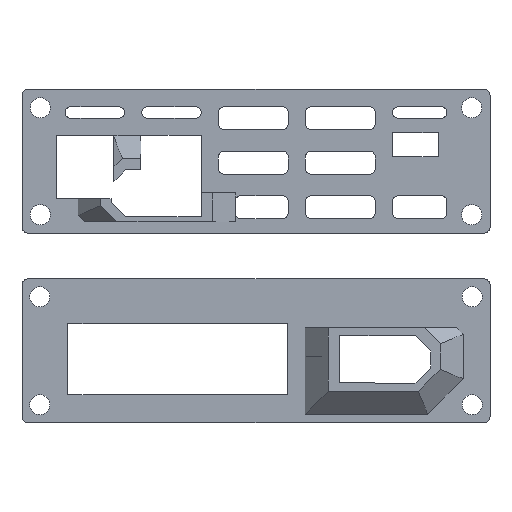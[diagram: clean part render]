
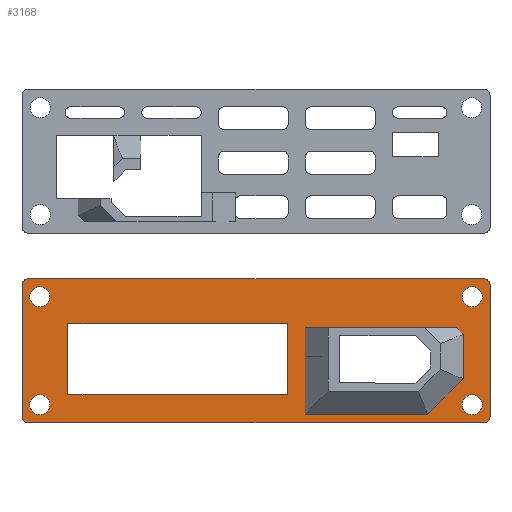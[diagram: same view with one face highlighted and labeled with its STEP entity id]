
A CAD part, front view. The second image highlights one B-rep face of the part: STEP entity #3168.
In plain terms, the highlighted planar face has unit normal (0, -1, 0).
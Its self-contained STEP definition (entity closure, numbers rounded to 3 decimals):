
#82=FACE_BOUND('',#418,.T.);
#83=FACE_BOUND('',#419,.T.);
#84=FACE_BOUND('',#420,.T.);
#85=FACE_BOUND('',#421,.T.);
#86=FACE_BOUND('',#422,.T.);
#87=FACE_BOUND('',#423,.T.);
#134=PLANE('',#3365);
#244=FACE_OUTER_BOUND('',#417,.T.);
#417=EDGE_LOOP('',(#2318,#2319,#2320,#2321,#2322,#2323,#2324,#2325));
#418=EDGE_LOOP('',(#2326));
#419=EDGE_LOOP('',(#2327,#2328,#2329,#2330));
#420=EDGE_LOOP('',(#2331));
#421=EDGE_LOOP('',(#2332));
#422=EDGE_LOOP('',(#2333));
#423=EDGE_LOOP('',(#2334,#2335,#2336,#2337,#2338,#2339,#2340,#2341));
#647=LINE('',#4677,#996);
#649=LINE('',#4682,#998);
#655=LINE('',#4693,#1004);
#658=LINE('',#4698,#1007);
#660=LINE('',#4702,#1009);
#662=LINE('',#4706,#1011);
#663=LINE('',#4708,#1012);
#664=LINE('',#4714,#1013);
#665=LINE('',#4718,#1014);
#666=LINE('',#4722,#1015);
#667=LINE('',#4725,#1016);
#668=LINE('',#4728,#1017);
#669=LINE('',#4730,#1018);
#670=LINE('',#4732,#1019);
#671=LINE('',#4733,#1020);
#672=LINE('',#4734,#1021);
#996=VECTOR('',#3732,10.);
#998=VECTOR('',#3736,10.);
#1004=VECTOR('',#3744,10.);
#1007=VECTOR('',#3749,10.);
#1009=VECTOR('',#3753,10.);
#1011=VECTOR('',#3757,10.);
#1012=VECTOR('',#3760,10.);
#1013=VECTOR('',#3765,10.);
#1014=VECTOR('',#3768,10.);
#1015=VECTOR('',#3771,10.);
#1016=VECTOR('',#3774,10.);
#1017=VECTOR('',#3775,10.);
#1018=VECTOR('',#3776,10.);
#1019=VECTOR('',#3777,10.);
#1020=VECTOR('',#3778,10.);
#1021=VECTOR('',#3779,10.);
#1304=CIRCLE('',#3338,1.75);
#1306=CIRCLE('',#3342,1.75);
#1308=CIRCLE('',#3346,1.75);
#1310=CIRCLE('',#3350,1.75);
#1311=CIRCLE('',#3366,1.);
#1312=CIRCLE('',#3367,1.);
#1313=CIRCLE('',#3368,1.);
#1314=CIRCLE('',#3369,1.);
#1439=VERTEX_POINT('',#4594);
#1441=VERTEX_POINT('',#4602);
#1443=VERTEX_POINT('',#4610);
#1445=VERTEX_POINT('',#4618);
#1465=VERTEX_POINT('',#4674);
#1466=VERTEX_POINT('',#4676);
#1467=VERTEX_POINT('',#4680);
#1468=VERTEX_POINT('',#4681);
#1472=VERTEX_POINT('',#4691);
#1473=VERTEX_POINT('',#4696);
#1474=VERTEX_POINT('',#4700);
#1475=VERTEX_POINT('',#4704);
#1476=VERTEX_POINT('',#4710);
#1477=VERTEX_POINT('',#4711);
#1478=VERTEX_POINT('',#4713);
#1479=VERTEX_POINT('',#4715);
#1480=VERTEX_POINT('',#4717);
#1481=VERTEX_POINT('',#4719);
#1482=VERTEX_POINT('',#4721);
#1483=VERTEX_POINT('',#4723);
#1484=VERTEX_POINT('',#4726);
#1485=VERTEX_POINT('',#4727);
#1486=VERTEX_POINT('',#4729);
#1487=VERTEX_POINT('',#4731);
#1750=EDGE_CURVE('',#1439,#1439,#1304,.T.);
#1754=EDGE_CURVE('',#1441,#1441,#1306,.T.);
#1758=EDGE_CURVE('',#1443,#1443,#1308,.T.);
#1762=EDGE_CURVE('',#1445,#1445,#1310,.T.);
#1790=EDGE_CURVE('',#1466,#1465,#647,.T.);
#1792=EDGE_CURVE('',#1467,#1468,#649,.T.);
#1798=EDGE_CURVE('',#1472,#1467,#655,.T.);
#1801=EDGE_CURVE('',#1473,#1472,#658,.T.);
#1803=EDGE_CURVE('',#1474,#1473,#660,.T.);
#1805=EDGE_CURVE('',#1466,#1475,#662,.T.);
#1806=EDGE_CURVE('',#1475,#1474,#663,.T.);
#1807=EDGE_CURVE('',#1476,#1477,#1311,.T.);
#1808=EDGE_CURVE('',#1476,#1478,#664,.T.);
#1809=EDGE_CURVE('',#1479,#1478,#1312,.T.);
#1810=EDGE_CURVE('',#1480,#1479,#665,.T.);
#1811=EDGE_CURVE('',#1481,#1480,#1313,.T.);
#1812=EDGE_CURVE('',#1481,#1482,#666,.T.);
#1813=EDGE_CURVE('',#1483,#1482,#1314,.T.);
#1814=EDGE_CURVE('',#1477,#1483,#667,.T.);
#1815=EDGE_CURVE('',#1484,#1485,#668,.T.);
#1816=EDGE_CURVE('',#1486,#1484,#669,.T.);
#1817=EDGE_CURVE('',#1487,#1486,#670,.T.);
#1818=EDGE_CURVE('',#1485,#1487,#671,.T.);
#1819=EDGE_CURVE('',#1465,#1468,#672,.T.);
#2318=ORIENTED_EDGE('',*,*,#1807,.F.);
#2319=ORIENTED_EDGE('',*,*,#1808,.T.);
#2320=ORIENTED_EDGE('',*,*,#1809,.F.);
#2321=ORIENTED_EDGE('',*,*,#1810,.F.);
#2322=ORIENTED_EDGE('',*,*,#1811,.F.);
#2323=ORIENTED_EDGE('',*,*,#1812,.T.);
#2324=ORIENTED_EDGE('',*,*,#1813,.F.);
#2325=ORIENTED_EDGE('',*,*,#1814,.F.);
#2326=ORIENTED_EDGE('',*,*,#1750,.F.);
#2327=ORIENTED_EDGE('',*,*,#1815,.F.);
#2328=ORIENTED_EDGE('',*,*,#1816,.F.);
#2329=ORIENTED_EDGE('',*,*,#1817,.F.);
#2330=ORIENTED_EDGE('',*,*,#1818,.F.);
#2331=ORIENTED_EDGE('',*,*,#1754,.F.);
#2332=ORIENTED_EDGE('',*,*,#1762,.F.);
#2333=ORIENTED_EDGE('',*,*,#1758,.F.);
#2334=ORIENTED_EDGE('',*,*,#1819,.T.);
#2335=ORIENTED_EDGE('',*,*,#1792,.F.);
#2336=ORIENTED_EDGE('',*,*,#1798,.F.);
#2337=ORIENTED_EDGE('',*,*,#1801,.F.);
#2338=ORIENTED_EDGE('',*,*,#1803,.F.);
#2339=ORIENTED_EDGE('',*,*,#1806,.F.);
#2340=ORIENTED_EDGE('',*,*,#1805,.F.);
#2341=ORIENTED_EDGE('',*,*,#1790,.T.);
#3168=ADVANCED_FACE('',(#244,#82,#83,#84,#85,#86,#87),#134,.F.);
#3338=AXIS2_PLACEMENT_3D('',#4596,#3657,#3658);
#3342=AXIS2_PLACEMENT_3D('',#4604,#3667,#3668);
#3346=AXIS2_PLACEMENT_3D('',#4612,#3677,#3678);
#3350=AXIS2_PLACEMENT_3D('',#4620,#3687,#3688);
#3365=AXIS2_PLACEMENT_3D('',#4709,#3761,#3762);
#3366=AXIS2_PLACEMENT_3D('',#4712,#3763,#3764);
#3367=AXIS2_PLACEMENT_3D('',#4716,#3766,#3767);
#3368=AXIS2_PLACEMENT_3D('',#4720,#3769,#3770);
#3369=AXIS2_PLACEMENT_3D('',#4724,#3772,#3773);
#3657=DIRECTION('center_axis',(0.,-1.,0.));
#3658=DIRECTION('ref_axis',(1.,0.,0.));
#3667=DIRECTION('center_axis',(0.,-1.,0.));
#3668=DIRECTION('ref_axis',(1.,0.,0.));
#3677=DIRECTION('center_axis',(0.,-1.,0.));
#3678=DIRECTION('ref_axis',(1.,0.,0.));
#3687=DIRECTION('center_axis',(0.,-1.,0.));
#3688=DIRECTION('ref_axis',(1.,0.,0.));
#3732=DIRECTION('',(1.,0.,0.));
#3736=DIRECTION('',(-0.707,0.,0.707));
#3744=DIRECTION('',(0.,0.,1.));
#3749=DIRECTION('',(0.707,0.,0.707));
#3753=DIRECTION('',(1.,0.,0.));
#3757=DIRECTION('',(0.,0.,-1.));
#3760=DIRECTION('',(0.,0.,-1.));
#3761=DIRECTION('center_axis',(0.,1.,0.));
#3762=DIRECTION('ref_axis',(1.,0.,0.));
#3763=DIRECTION('center_axis',(0.,1.,0.));
#3764=DIRECTION('ref_axis',(0.707,0.,-0.707));
#3765=DIRECTION('',(0.,0.,1.));
#3766=DIRECTION('center_axis',(0.,1.,0.));
#3767=DIRECTION('ref_axis',(0.707,0.,0.707));
#3768=DIRECTION('',(1.,0.,0.));
#3769=DIRECTION('center_axis',(0.,1.,0.));
#3770=DIRECTION('ref_axis',(-0.707,0.,0.707));
#3771=DIRECTION('',(0.,0.,-1.));
#3772=DIRECTION('center_axis',(0.,1.,0.));
#3773=DIRECTION('ref_axis',(-0.707,0.,-0.707));
#3774=DIRECTION('',(-1.,0.,0.));
#3775=DIRECTION('',(-1.,0.,0.));
#3776=DIRECTION('',(0.,0.,1.));
#3777=DIRECTION('',(1.,0.,0.));
#3778=DIRECTION('',(0.,0.,-1.));
#3779=DIRECTION('',(1.,0.,0.));
#4594=CARTESIAN_POINT('',(1.35,0.,3.1));
#4596=CARTESIAN_POINT('Origin',(3.1,0.,3.1));
#4602=CARTESIAN_POINT('',(76.65,0.,3.1));
#4604=CARTESIAN_POINT('Origin',(78.4,0.,3.1));
#4610=CARTESIAN_POINT('',(76.65,0.,21.9));
#4612=CARTESIAN_POINT('Origin',(78.4,0.,21.9));
#4618=CARTESIAN_POINT('',(1.35,0.,21.9));
#4620=CARTESIAN_POINT('Origin',(3.1,0.,21.9));
#4674=CARTESIAN_POINT('',(62.134,0.,16.5));
#4676=CARTESIAN_POINT('',(49.328,0.,16.5));
#4677=CARTESIAN_POINT('',(51.442,0.,16.5));
#4680=CARTESIAN_POINT('',(76.828,0.,15.357));
#4681=CARTESIAN_POINT('',(75.686,0.,16.499));
#4682=CARTESIAN_POINT('',(67.937,0.,24.248));
#4691=CARTESIAN_POINT('',(76.828,0.,7.615));
#4693=CARTESIAN_POINT('',(76.828,0.,10.886));
#4696=CARTESIAN_POINT('',(70.664,0.,1.45));
#4698=CARTESIAN_POINT('',(66.534,0.,-2.68));
#4700=CARTESIAN_POINT('',(49.328,0.,1.45));
#4702=CARTESIAN_POINT('',(47.039,0.,1.45));
#4704=CARTESIAN_POINT('',(49.328,0.,11.5));
#4706=CARTESIAN_POINT('',(49.328,0.,14.5));
#4708=CARTESIAN_POINT('',(49.328,0.,12.));
#4709=CARTESIAN_POINT('Origin',(40.75,0.,12.5));
#4710=CARTESIAN_POINT('',(81.5,0.,1.));
#4711=CARTESIAN_POINT('',(80.5,0.,0.));
#4712=CARTESIAN_POINT('Origin',(80.5,0.,1.));
#4713=CARTESIAN_POINT('',(81.5,0.,24.));
#4714=CARTESIAN_POINT('',(81.5,0.,0.));
#4715=CARTESIAN_POINT('',(80.5,0.,25.));
#4716=CARTESIAN_POINT('Origin',(80.5,0.,24.));
#4717=CARTESIAN_POINT('',(1.,0.,25.));
#4718=CARTESIAN_POINT('',(0.,0.,25.));
#4719=CARTESIAN_POINT('',(0.,0.,24.));
#4720=CARTESIAN_POINT('Origin',(1.,0.,24.));
#4721=CARTESIAN_POINT('',(0.,0.,1.));
#4722=CARTESIAN_POINT('',(0.,0.,3.1));
#4723=CARTESIAN_POINT('',(1.,0.,0.));
#4724=CARTESIAN_POINT('Origin',(1.,0.,1.));
#4725=CARTESIAN_POINT('',(81.5,0.,0.));
#4726=CARTESIAN_POINT('',(46.3,0.,17.2));
#4727=CARTESIAN_POINT('',(8.,0.,17.2));
#4728=CARTESIAN_POINT('',(46.3,0.,17.2));
#4729=CARTESIAN_POINT('',(46.3,0.,4.8));
#4730=CARTESIAN_POINT('',(46.3,0.,4.8));
#4731=CARTESIAN_POINT('',(8.,0.,4.8));
#4732=CARTESIAN_POINT('',(8.,0.,4.8));
#4733=CARTESIAN_POINT('',(8.,0.,17.2));
#4734=CARTESIAN_POINT('',(55.39,0.,16.5));
